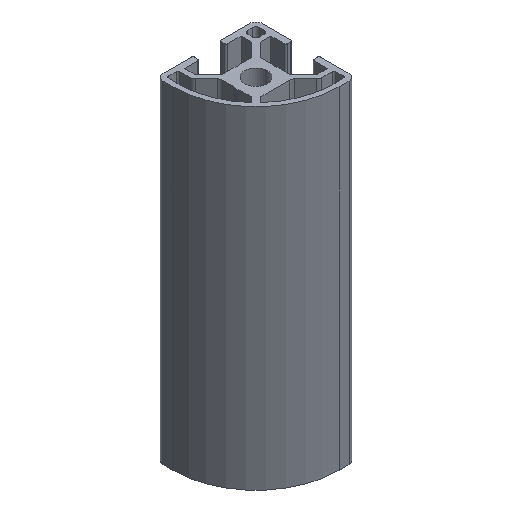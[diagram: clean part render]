
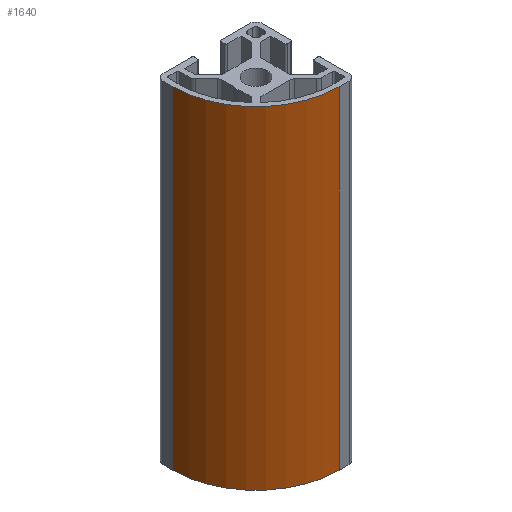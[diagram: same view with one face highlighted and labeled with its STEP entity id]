
A CAD part, isometric view. The second image highlights one B-rep face of the part: STEP entity #1640.
In plain terms, the highlighted cylindrical face has radius 25 mm (diameter 50 mm), a partial arc.
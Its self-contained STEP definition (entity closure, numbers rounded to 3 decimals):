
#107=FACE_OUTER_BOUND('',#192,.T.);
#192=EDGE_LOOP('',(#1211,#1212,#1213,#1214));
#313=LINE('',#2522,#492);
#314=LINE('',#2525,#493);
#492=VECTOR('',#2043,100.);
#493=VECTOR('',#2046,100.);
#644=CIRCLE('',#1761,25.);
#645=CIRCLE('',#1762,25.);
#740=VERTEX_POINT('',#2518);
#741=VERTEX_POINT('',#2519);
#742=VERTEX_POINT('',#2521);
#743=VERTEX_POINT('',#2523);
#935=EDGE_CURVE('',#740,#741,#644,.T.);
#936=EDGE_CURVE('',#740,#742,#313,.T.);
#937=EDGE_CURVE('',#743,#742,#645,.T.);
#938=EDGE_CURVE('',#741,#743,#314,.T.);
#1211=ORIENTED_EDGE('',*,*,#935,.F.);
#1212=ORIENTED_EDGE('',*,*,#936,.T.);
#1213=ORIENTED_EDGE('',*,*,#937,.F.);
#1214=ORIENTED_EDGE('',*,*,#938,.F.);
#1592=CYLINDRICAL_SURFACE('',#1760,25.);
#1640=ADVANCED_FACE('',(#107),#1592,.T.);
#1760=AXIS2_PLACEMENT_3D('',#2517,#2039,#2040);
#1761=AXIS2_PLACEMENT_3D('',#2520,#2041,#2042);
#1762=AXIS2_PLACEMENT_3D('',#2524,#2044,#2045);
#2039=DIRECTION('center_axis',(0.,0.,1.));
#2040=DIRECTION('ref_axis',(0.991,-0.13,0.));
#2041=DIRECTION('center_axis',(0.,0.,1.));
#2042=DIRECTION('ref_axis',(0.991,-0.13,0.));
#2043=DIRECTION('',(0.,0.,-1.));
#2044=DIRECTION('center_axis',(0.,0.,-1.));
#2045=DIRECTION('ref_axis',(0.991,-0.13,0.));
#2046=DIRECTION('',(0.,0.,-1.));
#2517=CARTESIAN_POINT('Origin',(10.,10.,0.));
#2518=CARTESIAN_POINT('',(-15.,10.,100.));
#2519=CARTESIAN_POINT('',(10.,-15.,100.));
#2520=CARTESIAN_POINT('Origin',(10.,10.,100.));
#2521=CARTESIAN_POINT('',(-15.,10.,0.));
#2522=CARTESIAN_POINT('',(-15.,10.,0.));
#2523=CARTESIAN_POINT('',(10.,-15.,0.));
#2524=CARTESIAN_POINT('Origin',(10.,10.,0.));
#2525=CARTESIAN_POINT('',(10.,-15.,0.));
